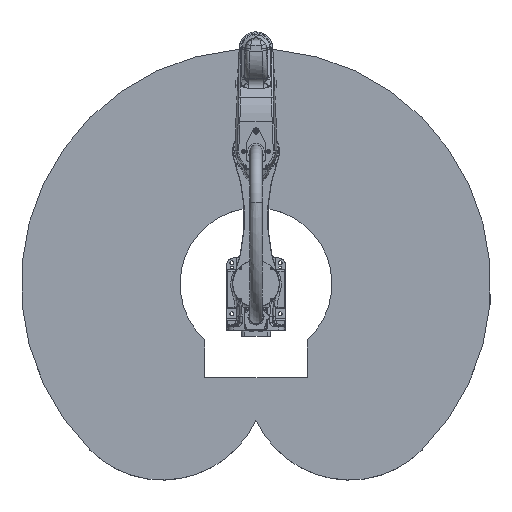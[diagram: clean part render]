
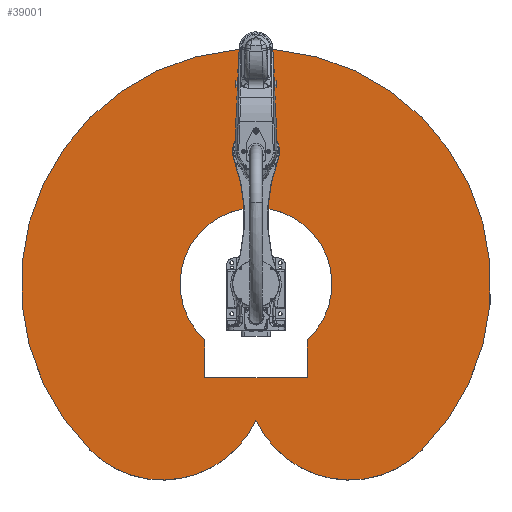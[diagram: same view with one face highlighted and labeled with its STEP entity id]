
A CAD part, top view. The second image highlights one B-rep face of the part: STEP entity #39001.
In plain terms, the highlighted face is planar.
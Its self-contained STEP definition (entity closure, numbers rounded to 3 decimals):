
#704=FACE_BOUND('',#14079,.T.);
#4114=LINE('',#86297,#6715);
#4119=LINE('',#86307,#6720);
#4121=LINE('',#86311,#6722);
#6715=VECTOR('',#52671,10.);
#6720=VECTOR('',#52678,10.);
#6722=VECTOR('',#52682,10.);
#7607=PLANE('',#42898);
#9300=CIRCLE('',#42897,258.78);
#9301=CIRCLE('',#42899,350.);
#9302=CIRCLE('',#42900,800.);
#9303=CIRCLE('',#42901,350.);
#11527=FACE_OUTER_BOUND('',#14078,.T.);
#14078=EDGE_LOOP('',(#34495,#34496,#34497));
#14079=EDGE_LOOP('',(#34498,#34499,#34500,#34501));
#18351=VERTEX_POINT('',#86295);
#18352=VERTEX_POINT('',#86296);
#18355=VERTEX_POINT('',#86304);
#18357=VERTEX_POINT('',#86310);
#18362=VERTEX_POINT('',#86326);
#18363=VERTEX_POINT('',#86327);
#18364=VERTEX_POINT('',#86329);
#23727=EDGE_CURVE('',#18351,#18352,#4114,.T.);
#23732=EDGE_CURVE('',#18352,#18355,#4119,.T.);
#23734=EDGE_CURVE('',#18357,#18351,#4121,.T.);
#23741=EDGE_CURVE('',#18355,#18357,#9300,.T.);
#23742=EDGE_CURVE('',#18362,#18363,#9301,.T.);
#23743=EDGE_CURVE('',#18363,#18364,#9302,.T.);
#23744=EDGE_CURVE('',#18364,#18362,#9303,.T.);
#34495=ORIENTED_EDGE('',*,*,#23742,.T.);
#34496=ORIENTED_EDGE('',*,*,#23743,.T.);
#34497=ORIENTED_EDGE('',*,*,#23744,.T.);
#34498=ORIENTED_EDGE('',*,*,#23732,.T.);
#34499=ORIENTED_EDGE('',*,*,#23741,.T.);
#34500=ORIENTED_EDGE('',*,*,#23734,.T.);
#34501=ORIENTED_EDGE('',*,*,#23727,.T.);
#39001=ADVANCED_FACE('',(#11527,#704),#7607,.F.);
#42897=AXIS2_PLACEMENT_3D('',#86324,#52697,#52698);
#42898=AXIS2_PLACEMENT_3D('',#86325,#52699,#52700);
#42899=AXIS2_PLACEMENT_3D('',#86328,#52701,#52702);
#42900=AXIS2_PLACEMENT_3D('',#86330,#52703,#52704);
#42901=AXIS2_PLACEMENT_3D('',#86331,#52705,#52706);
#52671=DIRECTION('',(0.,-1.,0.));
#52678=DIRECTION('',(1.,0.,0.));
#52682=DIRECTION('',(-1.,0.,0.));
#52697=DIRECTION('center_axis',(0.,0.,1.));
#52698=DIRECTION('ref_axis',(-1.,0.,0.));
#52699=DIRECTION('center_axis',(0.,0.,1.));
#52700=DIRECTION('ref_axis',(1.,0.,0.));
#52701=DIRECTION('center_axis',(0.,0.,-1.));
#52702=DIRECTION('ref_axis',(0.707,-0.707,0.));
#52703=DIRECTION('center_axis',(0.,0.,-1.));
#52704=DIRECTION('ref_axis',(0.707,0.707,0.));
#52705=DIRECTION('center_axis',(0.,0.,-1.));
#52706=DIRECTION('ref_axis',(0.416,-0.909,0.));
#86295=CARTESIAN_POINT('',(-320.,175.,0.));
#86296=CARTESIAN_POINT('',(-320.,-175.,0.));
#86297=CARTESIAN_POINT('',(-320.,-87.5,0.));
#86304=CARTESIAN_POINT('',(-190.636,-175.,0.));
#86307=CARTESIAN_POINT('',(45.314,-175.,0.));
#86310=CARTESIAN_POINT('',(-190.636,175.,0.));
#86311=CARTESIAN_POINT('',(-152.186,175.,0.));
#86324=CARTESIAN_POINT('Origin',(0.,0.,0.));
#86325=CARTESIAN_POINT('Origin',(15.627,0.,
0.));
#86326=CARTESIAN_POINT('',(-463.972,0.,0.));
#86327=CARTESIAN_POINT('',(-565.685,565.685,0.));
#86328=CARTESIAN_POINT('Origin',(-318.198,318.198,0.));
#86329=CARTESIAN_POINT('',(-565.685,-565.685,0.));
#86330=CARTESIAN_POINT('Origin',(0.,0.,0.));
#86331=CARTESIAN_POINT('Origin',(-318.198,-318.198,0.));
